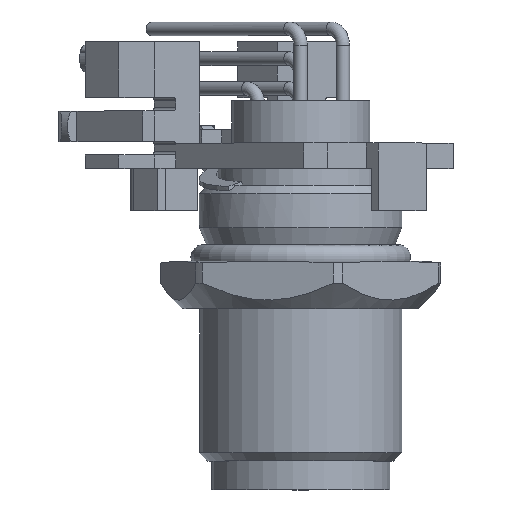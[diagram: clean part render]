
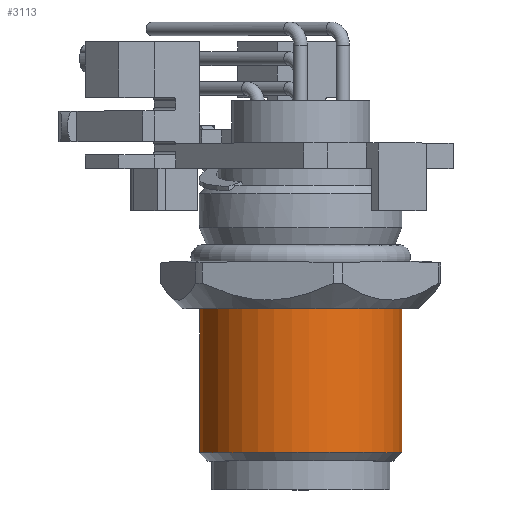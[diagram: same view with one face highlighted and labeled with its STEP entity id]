
A CAD part, top view. The second image highlights one B-rep face of the part: STEP entity #3113.
In plain terms, the highlighted cylindrical face has radius 6 mm (diameter 12 mm), a full revolution.
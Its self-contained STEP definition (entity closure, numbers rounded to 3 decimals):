
#3071=CARTESIAN_POINT('',(1.553,4.7,5.796));
#3072=VERTEX_POINT('',#3071);
#3073=CARTESIAN_POINT('',(0.,4.7,0.));
#3074=DIRECTION('',(0.,-1.0,0.));
#3075=DIRECTION('',(-0.259,0.,-0.966));
#3076=AXIS2_PLACEMENT_3D('',#3073,#3074,#3075);
#3077=CIRCLE('',#3076,6.);
#3078=EDGE_CURVE('',#3072,#3072,#3077,.T.);
#3094=CARTESIAN_POINT('',(0.,8.7,0.));
#3095=DIRECTION('',(0.,-1.,0.));
#3096=DIRECTION('',(0.259,0.,0.966));
#3097=AXIS2_PLACEMENT_3D('',#3094,#3095,#3096);
#3098=CYLINDRICAL_SURFACE('',#3097,6.);
#3099=CARTESIAN_POINT('',(1.553,13.2,5.796));
#3100=VERTEX_POINT('',#3099);
#3101=CARTESIAN_POINT('',(0.,13.2,0.));
#3102=DIRECTION('',(0.,-1.,0.));
#3103=DIRECTION('',(0.259,0.,0.966));
#3104=AXIS2_PLACEMENT_3D('',#3101,#3102,#3103);
#3105=CIRCLE('',#3104,6.);
#3106=EDGE_CURVE('',#3100,#3100,#3105,.T.);
#3107=ORIENTED_EDGE('',*,*,#3106,.T.);
#3108=EDGE_LOOP('',(#3107));
#3109=FACE_OUTER_BOUND('',#3108,.T.);
#3110=ORIENTED_EDGE('',*,*,#3078,.F.);
#3111=EDGE_LOOP('',(#3110));
#3112=FACE_BOUND('',#3111,.T.);
#3113=ADVANCED_FACE('',(#3109,#3112),#3098,.T.);
